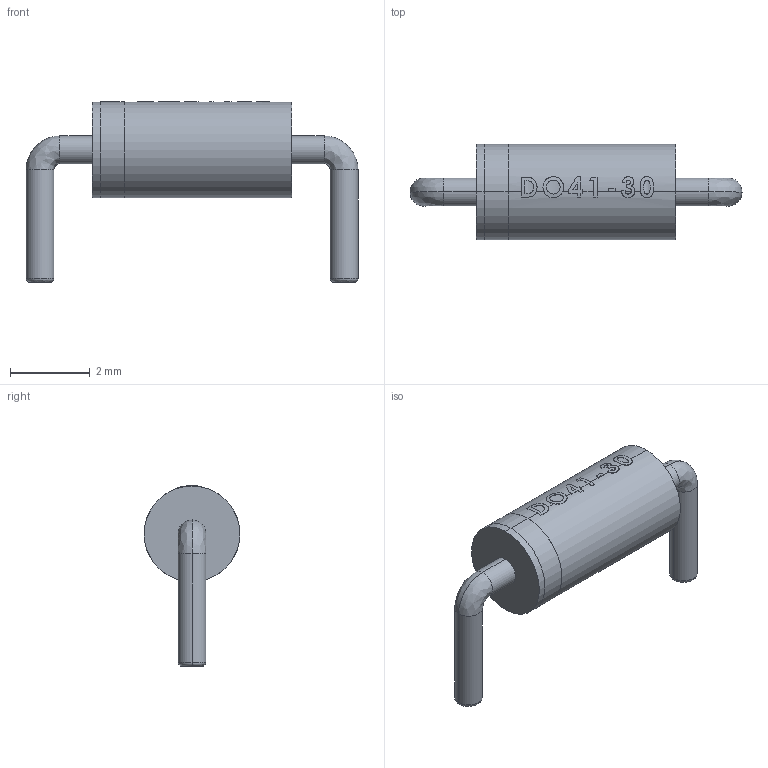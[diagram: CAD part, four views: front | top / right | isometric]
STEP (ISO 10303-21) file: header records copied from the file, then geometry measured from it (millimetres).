
FILE_DESCRIPTION (( 'STEP AP214' ), '1' );
FILE_NAME ('User Library-DO-41-30.STEP', '2015-12-06T07:17:42', ( 'Windows User' ), ( '' ), 'SwSTEP 2.0', 'SolidWorks 2016', '' );
FILE_SCHEMA (( 'AUTOMOTIVE_DESIGN' ));
Length unit declared in the file: millimetre
Products named in the file (1): User Library-DO-41-30
Bounding box: 8.32 x 2.4 x 4.53 mm (x, y, z)
Volume: 26 mm3; surface area: 66.1 mm2
Topology: 1 solids, 1 shells, 110 faces, 285 edges, 186 vertices
Faces by surface type: bspline 45, plane 39, cylinder 26
Entity records: 6569 total; most frequent: CARTESIAN_POINT 2906, ORIENTED_EDGE 570, DIRECTION 391, EDGE_CURVE 285, VERTEX_POINT 186, AXIS2_PLACEMENT_3D 133, LINE 125, VECTOR 125
